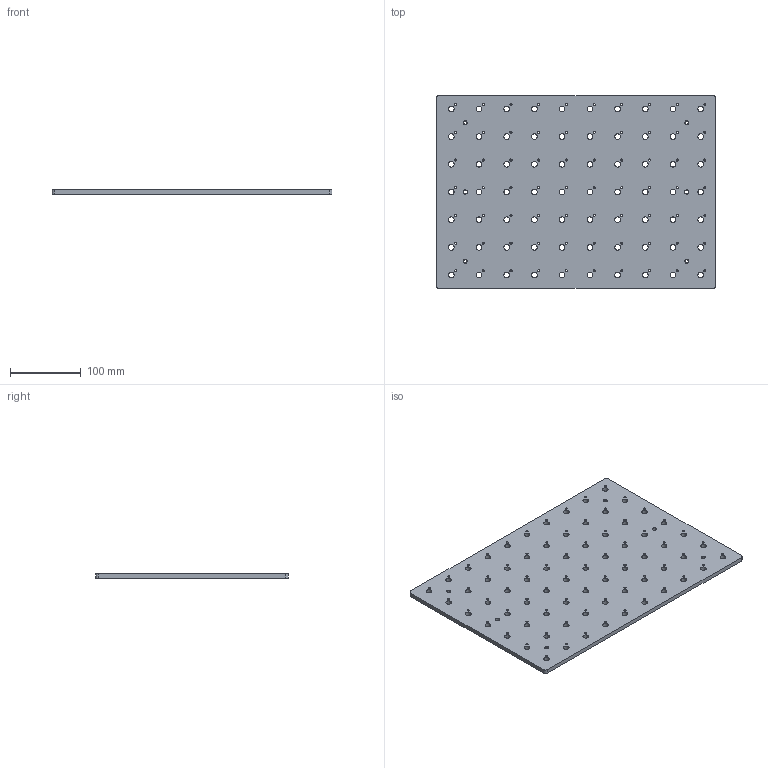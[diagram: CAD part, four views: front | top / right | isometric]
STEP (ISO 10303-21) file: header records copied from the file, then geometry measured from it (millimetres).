
FILE_DESCRIPTION(/* description */ ('','CAx-IF Rec.Pracs.---Representation and Presentation of Product Manufacturing Information (PMI)---4.0---2014-10-13'),/* implementation_level */ '2;1');
FILE_NAME(/* name */ 'Plaque.step',/* time_stamp */ '2024-12-11T14:20:32+01:00',/* author */ (''),/* organization */ (''),/* preprocessor_version */ 'ST-DEVELOPER v20',/* originating_system */ 'Autodesk Translation Framework v13.20.0.188',/* authorisation */ '');
FILE_SCHEMA (('AP242_MANAGED_MODEL_BASED_3D_ENGINEERING_MIM_LF { 1 0 10303 442 1 1 4 }'));
Length unit declared in the file: millimetre
Products named in the file (1): Assemblage Version 2
Bounding box: 396 x 273 x 6 mm (x, y, z)
Volume: 623788.9 mm3; surface area: 230960.8 mm2
Topology: 1 solids, 1 shells, 160 faces, 470 edges, 312 vertices
Faces by surface type: cylinder 150, plane 6, cone 4
Full cylindrical faces by diameter (mm): 3 x70, 4.234 x4, 6 x2, 8 x70
Entity records: 6112 total; most frequent: DIRECTION 1096, CARTESIAN_POINT 943, ORIENTED_EDGE 940, EDGE_CURVE 470, AXIS2_PLACEMENT_3D 465, EDGE_LOOP 452, VERTEX_POINT 312, CIRCLE 304
